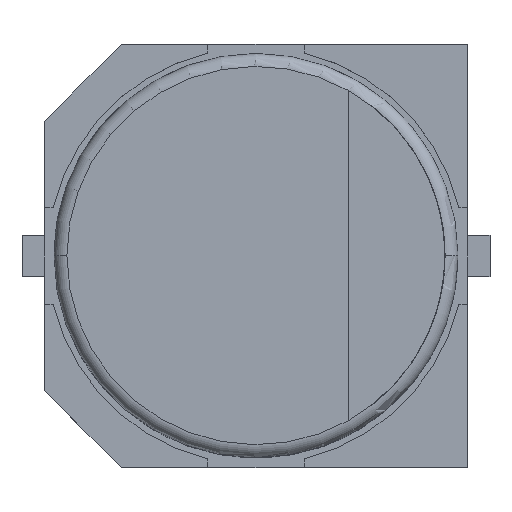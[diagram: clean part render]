
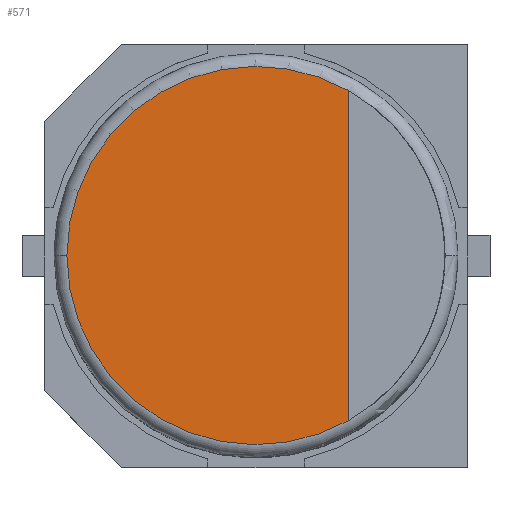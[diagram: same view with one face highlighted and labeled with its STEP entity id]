
A CAD part, top view. The second image highlights one B-rep face of the part: STEP entity #571.
In plain terms, the highlighted planar face has unit normal (0, 0, 1).
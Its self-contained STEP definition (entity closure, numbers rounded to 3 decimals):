
#58 = ORIENTED_EDGE ( 'NONE', *, *, #2630, .T. ) ;
#135 = VECTOR ( 'NONE', #2247, 1000. ) ;
#169 = AXIS2_PLACEMENT_3D ( 'NONE', #2061, #497, #1183 ) ;
#172 = DIRECTION ( 'NONE',  ( 0., 0., 1. ) ) ;
#223 = EDGE_CURVE ( 'NONE', #637, #2132, #675, .T. ) ;
#317 = ORIENTED_EDGE ( 'NONE', *, *, #223, .F. ) ;
#497 = DIRECTION ( 'NONE',  ( 0., 0., 1. ) ) ;
#571 = ADVANCED_FACE ( 'NONE', ( #573 ), #746, .T. ) ;
#573 = FACE_OUTER_BOUND ( 'NONE', #2464, .T. ) ;
#574 = CARTESIAN_POINT ( 'NONE',  ( 1.438, -2.576, 4.52 ) ) ;
#637 = VERTEX_POINT ( 'NONE', #1513 ) ;
#675 = LINE ( 'NONE', #1979, #135 ) ;
#746 = PLANE ( 'NONE',  #2518 ) ;
#861 = DIRECTION ( 'NONE',  ( 0., 0., 1. ) ) ;
#932 = AXIS2_PLACEMENT_3D ( 'NONE', #1326, #172, #1109 ) ;
#993 = ORIENTED_EDGE ( 'NONE', *, *, #1603, .T. ) ;
#1109 = DIRECTION ( 'NONE',  ( -1., 0., 0. ) ) ;
#1183 = DIRECTION ( 'NONE',  ( -1., 0., 0. ) ) ;
#1326 = CARTESIAN_POINT ( 'NONE',  ( 0., 0., 4.52 ) ) ;
#1376 = CIRCLE ( 'NONE', #169, 2.95 ) ;
#1491 = CARTESIAN_POINT ( 'NONE',  ( -2.95, 0., 4.52 ) ) ;
#1513 = CARTESIAN_POINT ( 'NONE',  ( 1.438, 2.576, 4.52 ) ) ;
#1528 = DIRECTION ( 'NONE',  ( 1., 0., 0. ) ) ;
#1603 = EDGE_CURVE ( 'NONE', #1995, #2132, #2329, .T. ) ;
#1979 = CARTESIAN_POINT ( 'NONE',  ( 1.438, -2.576, 4.52 ) ) ;
#1995 = VERTEX_POINT ( 'NONE', #1491 ) ;
#2061 = CARTESIAN_POINT ( 'NONE',  ( 0., 0., 4.52 ) ) ;
#2088 = CARTESIAN_POINT ( 'NONE',  ( 0., 0., 4.52 ) ) ;
#2132 = VERTEX_POINT ( 'NONE', #574 ) ;
#2247 = DIRECTION ( 'NONE',  ( 0., -1., 0. ) ) ;
#2329 = CIRCLE ( 'NONE', #932, 2.95 ) ;
#2464 = EDGE_LOOP ( 'NONE', ( #317, #58, #993 ) ) ;
#2518 = AXIS2_PLACEMENT_3D ( 'NONE', #2088, #861, #1528 ) ;
#2630 = EDGE_CURVE ( 'NONE', #637, #1995, #1376, .T. ) ;
